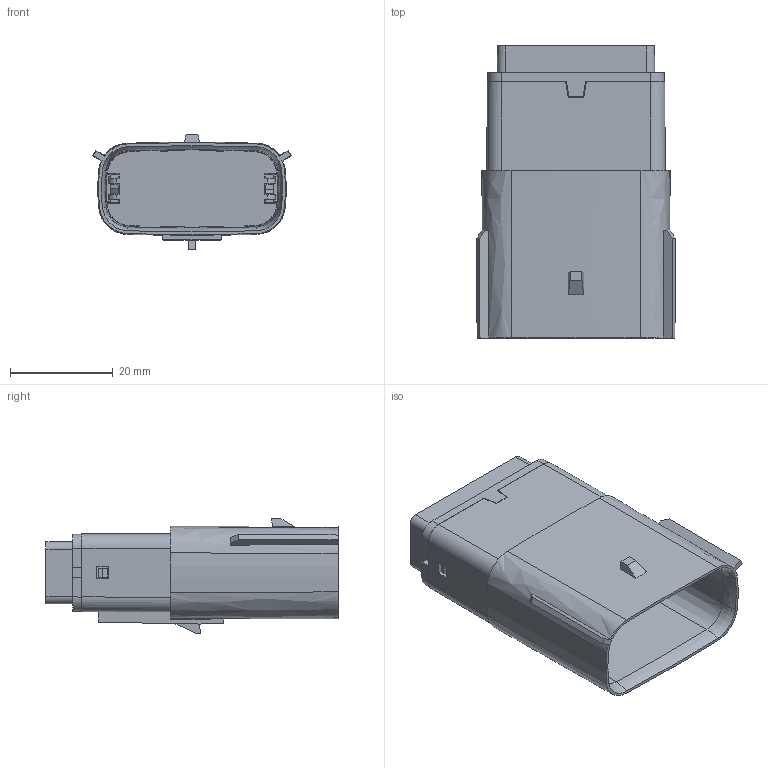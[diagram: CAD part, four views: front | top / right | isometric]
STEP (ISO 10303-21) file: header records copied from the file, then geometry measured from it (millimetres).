
FILE_DESCRIPTION(/* description */ (''),/* implementation_level */ '2;1');
FILE_NAME(/* name */ '15521020-ENV10_08-CONN.stp',/* time_stamp */ '2024-07-09T12:46:11+08:00',/* author */ (''),/* organization */ (''),/* preprocessor_version */ 'ST-DEVELOPER v16',/* originating_system */ 'SIEMENS PLM Software NX 11.0',/* authorisation */ '');
FILE_SCHEMA (('AP203_CONFIGURATION_CONTROLLED_3D_DESIGN_OF_MECHANICAL_PARTS_AND_ASSEMBLIES_MIM_LF { 1 0 10303 403 2 1 2}'));
Length unit declared in the file: millimetre
Products named in the file (1): 15521020-ENV10_08-CONN
Bounding box: 38.66 x 56.75 x 22.26 mm (x, y, z)
Volume: 22373.8 mm3; surface area: 11790 mm2
Topology: 1 solids, 1 shells, 379 faces, 1104 edges, 733 vertices
Faces by surface type: plane 311, cone 24, cylinder 20, bspline 17, extrusion 7
Entity records: 13204 total; most frequent: CARTESIAN_POINT 3314, ORIENTED_EDGE 2208, DIRECTION 1806, EDGE_CURVE 1104, VECTOR 854, LINE 847, VERTEX_POINT 733, AXIS2_PLACEMENT_3D 476
